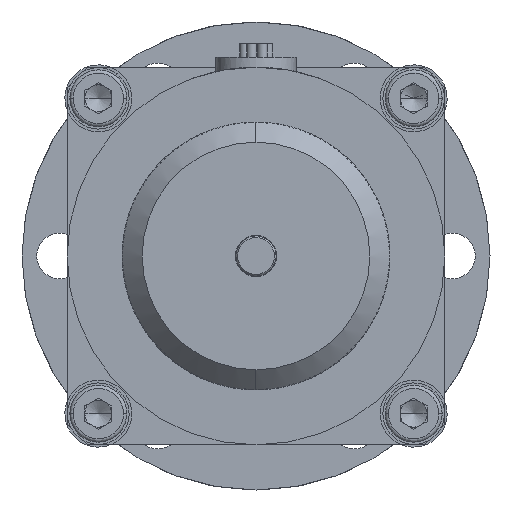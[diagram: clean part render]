
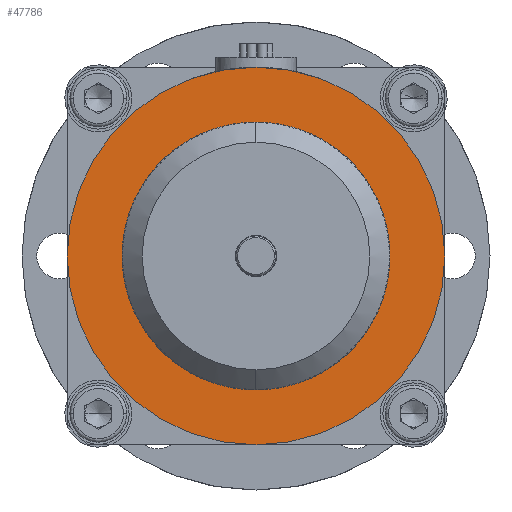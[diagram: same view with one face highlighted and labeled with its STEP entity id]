
A CAD part, front view. The second image highlights one B-rep face of the part: STEP entity #47786.
In plain terms, the highlighted face is planar.
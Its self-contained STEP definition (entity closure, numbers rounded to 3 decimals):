
#1785 = CIRCLE ( 'NONE', #38917, 3.9 ) ;
#4431 = VERTEX_POINT ( 'NONE', #50157 ) ;
#14834 = DIRECTION ( 'NONE',  ( 0., 1., 0. ) ) ;
#15409 = DIRECTION ( 'NONE',  ( 0., 1., 0. ) ) ;
#17347 = CARTESIAN_POINT ( 'NONE',  ( 0., 38., -28.2 ) ) ;
#19254 = FACE_OUTER_BOUND ( 'NONE', #39954, .T. ) ;
#20036 = AXIS2_PLACEMENT_3D ( 'NONE', #125260, #53519, #137271 ) ;
#20046 = ORIENTED_EDGE ( 'NONE', *, *, #82264, .T. ) ;
#28609 = AXIS2_PLACEMENT_3D ( 'NONE', #87112, #15409, #99215 ) ;
#29876 = CARTESIAN_POINT ( 'NONE',  ( 0., 38., -3.9 ) ) ;
#30580 = ORIENTED_EDGE ( 'NONE', *, *, #64602, .T. ) ;
#38917 = AXIS2_PLACEMENT_3D ( 'NONE', #86514, #14834, #98636 ) ;
#39954 = EDGE_LOOP ( 'NONE', ( #20046, #30580 ) ) ;
#40515 = AXIS2_PLACEMENT_3D ( 'NONE', #45060, #140818, #69144 ) ;
#42015 = CARTESIAN_POINT ( 'NONE',  ( 0., 38., 28.2 ) ) ;
#45060 = CARTESIAN_POINT ( 'NONE',  ( 0., 38., 0. ) ) ;
#47433 = FACE_BOUND ( 'NONE', #118707, .T. ) ;
#47786 = ADVANCED_FACE ( 'NONE', ( #19254, #47433 ), #57121, .T. ) ;
#50157 = CARTESIAN_POINT ( 'NONE',  ( 0., 38., 3.9 ) ) ;
#53519 = DIRECTION ( 'NONE',  ( 0., 1., 0. ) ) ;
#53785 = EDGE_CURVE ( 'NONE', #4431, #91482, #1785, .T. ) ;
#56819 = CIRCLE ( 'NONE', #28609, 28.2 ) ;
#57121 = PLANE ( 'NONE',  #40515 ) ;
#62768 = DIRECTION ( 'NONE',  ( 0., 1., 0. ) ) ;
#64534 = ORIENTED_EDGE ( 'NONE', *, *, #75903, .F. ) ;
#64602 = EDGE_CURVE ( 'NONE', #150975, #89783, #92159, .T. ) ;
#69144 = DIRECTION ( 'NONE',  ( 0., 0., 1. ) ) ;
#75903 = EDGE_CURVE ( 'NONE', #91482, #4431, #138342, .T. ) ;
#81001 = ORIENTED_EDGE ( 'NONE', *, *, #53785, .F. ) ;
#82264 = EDGE_CURVE ( 'NONE', #89783, #150975, #56819, .T. ) ;
#86514 = CARTESIAN_POINT ( 'NONE',  ( 0., 38., 0. ) ) ;
#87112 = CARTESIAN_POINT ( 'NONE',  ( 0., 38., 0. ) ) ;
#89783 = VERTEX_POINT ( 'NONE', #17347 ) ;
#91482 = VERTEX_POINT ( 'NONE', #29876 ) ;
#92159 = CIRCLE ( 'NONE', #110963, 28.2 ) ;
#98636 = DIRECTION ( 'NONE',  ( 0., 0., 1. ) ) ;
#99215 = DIRECTION ( 'NONE',  ( 0., 0., 1. ) ) ;
#110963 = AXIS2_PLACEMENT_3D ( 'NONE', #134498, #62768, #146508 ) ;
#118707 = EDGE_LOOP ( 'NONE', ( #64534, #81001 ) ) ;
#125260 = CARTESIAN_POINT ( 'NONE',  ( 0., 38., 0. ) ) ;
#134498 = CARTESIAN_POINT ( 'NONE',  ( 0., 38., 0. ) ) ;
#137271 = DIRECTION ( 'NONE',  ( 0., 0., 1. ) ) ;
#138342 = CIRCLE ( 'NONE', #20036, 3.9 ) ;
#140818 = DIRECTION ( 'NONE',  ( 0., 1., 0. ) ) ;
#146508 = DIRECTION ( 'NONE',  ( 0., 0., 1. ) ) ;
#150975 = VERTEX_POINT ( 'NONE', #42015 ) ;
